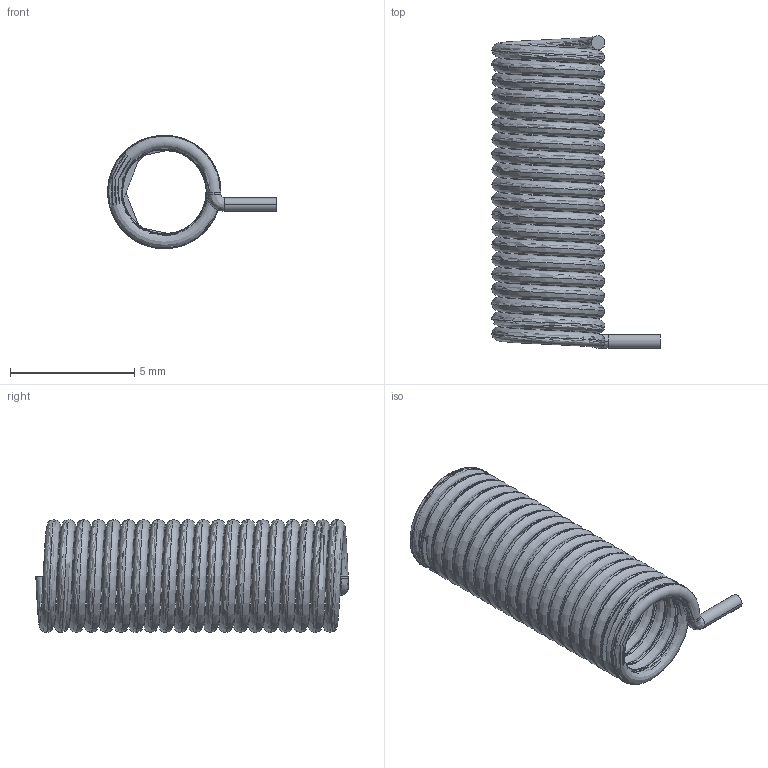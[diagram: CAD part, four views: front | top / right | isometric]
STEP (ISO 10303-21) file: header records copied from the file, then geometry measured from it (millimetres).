
FILE_DESCRIPTION (( 'STEP AP214' ), '1' );
FILE_NAME ('Àíòåííà Ñïèðàëüíàÿ Íîðìàëüíîãî Èçëó÷åíèÿ2.STEP', '2022-05-21T20:23:55', ( '' ), ( '' ), 'SwSTEP 2.0', 'SolidWorks 2021', '' );
FILE_SCHEMA (( 'AUTOMOTIVE_DESIGN' ));
Length unit declared in the file: millimetre
Products named in the file (1): Àíòåííà Ñïèðàëüíàÿ Íîðìàëüíîãî Èçëó÷åíèÿ2
Bounding box: 6.78 x 12.55 x 4.55 mm (x, y, z)
Volume: 60 mm3; surface area: 437.2 mm2
Topology: 1 solids, 1 shells, 10 faces, 24 edges, 16 vertices
Faces by surface type: cylinder 4, bspline 4, plane 2
Entity records: 4222 total; most frequent: CARTESIAN_POINT 3963, DIRECTION 50, ORIENTED_EDGE 48, EDGE_CURVE 24, AXIS2_PLACEMENT_3D 23, VERTEX_POINT 16, CIRCLE 16, ADVANCED_FACE 10
